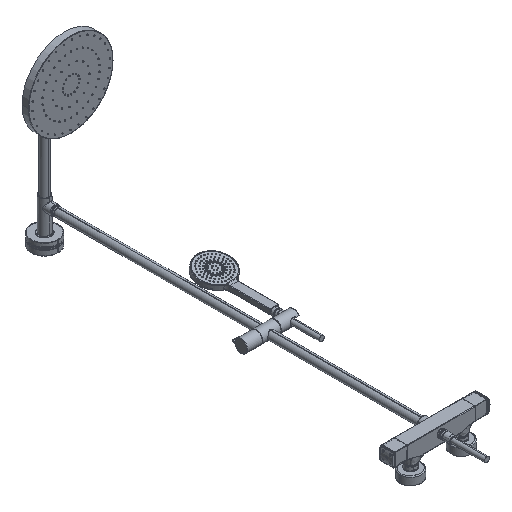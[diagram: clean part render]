
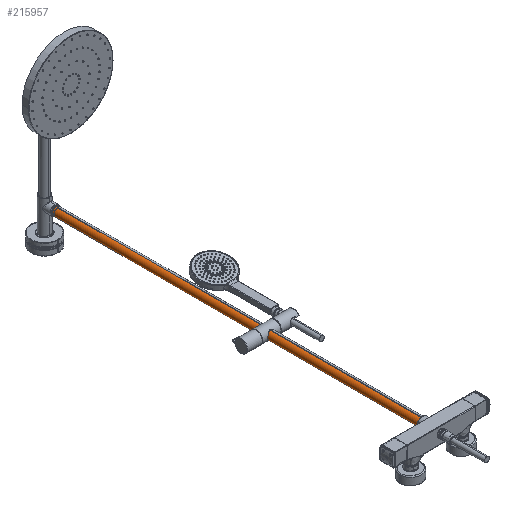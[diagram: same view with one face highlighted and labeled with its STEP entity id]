
A CAD part, isometric view. The second image highlights one B-rep face of the part: STEP entity #215957.
In plain terms, the highlighted cylindrical face has radius 12 mm (diameter 24 mm), a partial arc.
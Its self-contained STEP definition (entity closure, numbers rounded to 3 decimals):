
#215799=CARTESIAN_POINT('Control Point',(0.,1121.2,-12.)) ;
#215800=CARTESIAN_POINT('Control Point',(-1.152,1121.2,-12.)) ;
#215801=CARTESIAN_POINT('Control Point',(-2.321,1121.2,-11.862)) ;
#215802=CARTESIAN_POINT('Control Point',(-3.481,1121.2,-11.577)) ;
#215803=CARTESIAN_POINT('Control Point',(-5.694,1121.2,-10.729)) ;
#215804=CARTESIAN_POINT('Control Point',(-7.667,1121.2,-9.345)) ;
#215805=CARTESIAN_POINT('Control Point',(-8.555,1121.2,-8.542)) ;
#215806=CARTESIAN_POINT('Control Point',(-10.109,1121.2,-6.735)) ;
#215807=CARTESIAN_POINT('Control Point',(-11.185,1121.2,-4.585)) ;
#215808=CARTESIAN_POINT('Control Point',(-11.585,1121.2,-3.453)) ;
#215809=CARTESIAN_POINT('Control Point',(-12.096,1121.2,-1.113)) ;
#215810=CARTESIAN_POINT('Control Point',(-12.021,1121.2,1.285)) ;
#215811=CARTESIAN_POINT('Control Point',(-11.833,1121.2,2.471)) ;
#215812=CARTESIAN_POINT('Control Point',(-11.167,1121.2,4.78)) ;
#215813=CARTESIAN_POINT('Control Point',(-9.965,1121.2,6.844)) ;
#215814=CARTESIAN_POINT('Control Point',(-9.238,1121.2,7.796)) ;
#215815=CARTESIAN_POINT('Control Point',(-7.551,1121.2,9.515)) ;
#215816=CARTESIAN_POINT('Control Point',(-5.524,1121.2,10.753)) ;
#215817=CARTESIAN_POINT('Control Point',(-4.434,1121.2,11.244)) ;
#215818=CARTESIAN_POINT('Control Point',(-2.879,1121.2,11.726)) ;
#215819=CARTESIAN_POINT('Control Point',(-1.301,1121.2,11.941)) ;
#215820=CARTESIAN_POINT('Control Point',(-0.865,1121.2,11.981)) ;
#215821=CARTESIAN_POINT('Control Point',(-0.431,1121.2,12.)) ;
#215822=CARTESIAN_POINT('Control Point',(0.,1121.2,12.)) ;
#215823=CARTESIAN_POINT('Vertex',(0.,1121.2,-12.)) ;
#215825=CARTESIAN_POINT('Vertex',(0.,1121.2,12.)) ;
#215915=CARTESIAN_POINT('Axis2P3D Location',(0.,578.7,0.)) ;
#215924=CARTESIAN_POINT('Vertex',(0.,36.2,-12.)) ;
#215926=CARTESIAN_POINT('Vertex',(0.,36.2,12.)) ;
#215929=CARTESIAN_POINT('Line Origine',(0.,578.7,-12.)) ;
#215934=CARTESIAN_POINT('Line Origine',(0.,578.7,12.)) ;
#215946=CARTESIAN_POINT('Axis2P3D Location',(0.,36.2,0.)) ;
#215931=VECTOR('Line Direction',#215930,1.) ;
#215936=VECTOR('Line Direction',#215935,1.) ;
#215916=DIRECTION('Axis2P3D Direction',(0.,-1.,-0.)) ;
#215917=DIRECTION('Axis2P3D XDirection',(0.,-0.,1.)) ;
#215930=DIRECTION('Vector Direction',(0.,-1.,0.)) ;
#215935=DIRECTION('Vector Direction',(0.,-1.,0.)) ;
#215947=DIRECTION('Axis2P3D Direction',(0.,-1.,-0.)) ;
#215918=AXIS2_PLACEMENT_3D('Cylinder Axis2P3D',#215915,#215916,#215917) ;
#215948=AXIS2_PLACEMENT_3D('Circle Axis2P3D',#215946,#215947,$) ;
#215932=LINE('Line',#215929,#215931) ;
#215937=LINE('Line',#215934,#215936) ;
#215949=CIRCLE('generated circle',#215948,12.) ;
#215919=CYLINDRICAL_SURFACE('generated cylinder',#215918,12.) ;
#215827=EDGE_CURVE('',#215824,#215826,#215798,.T.) ;
#215933=EDGE_CURVE('',#215925,#215824,#215932,.F.) ;
#215938=EDGE_CURVE('',#215826,#215927,#215937,.T.) ;
#215950=EDGE_CURVE('',#215925,#215927,#215949,.F.) ;
#215952=ORIENTED_EDGE('',*,*,#215827,.F.) ;
#215953=ORIENTED_EDGE('',*,*,#215933,.F.) ;
#215954=ORIENTED_EDGE('',*,*,#215950,.T.) ;
#215955=ORIENTED_EDGE('',*,*,#215938,.F.) ;
#215951=EDGE_LOOP('',(#215952,#215953,#215954,#215955)) ;
#215824=VERTEX_POINT('',#215823) ;
#215826=VERTEX_POINT('',#215825) ;
#215925=VERTEX_POINT('',#215924) ;
#215927=VERTEX_POINT('',#215926) ;
#215957=ADVANCED_FACE('    MSBR26',(#215956),#215919,.T.) ;
#215798=B_SPLINE_CURVE_WITH_KNOTS('',5,(#215799,#215800,#215801,#215802,#215803,#215804,#215805,#215806,#215807,#215808,#215809,#215810,#215811,#215812,#215813,#215814,#215815,#215816,#215817,#215818,#215819,#215820,#215821,#215822),.UNSPECIFIED.,.F.,.U.,(6,3,3,3,3,3,3,6),(0.,8.612,16.946,25.152,33.342,41.614,50.104,53.328),.UNSPECIFIED.) ;
#215956=FACE_OUTER_BOUND('',#215951,.T.) ;
